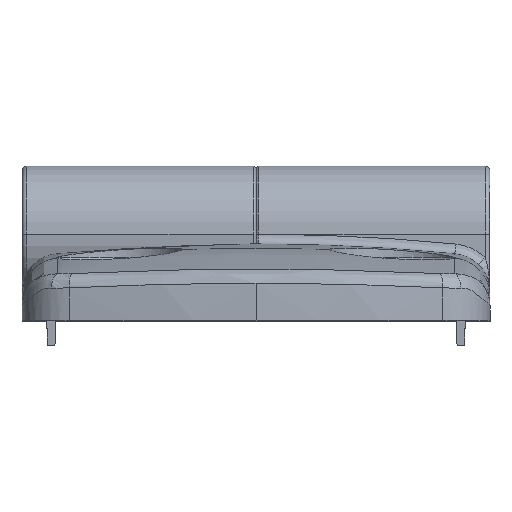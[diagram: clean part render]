
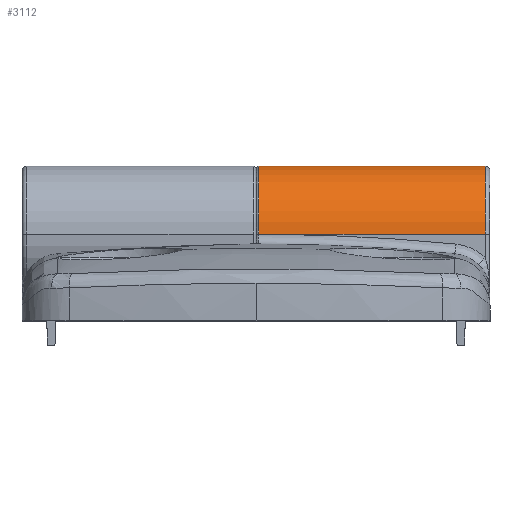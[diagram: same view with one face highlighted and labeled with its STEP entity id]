
A CAD part, top view. The second image highlights one B-rep face of the part: STEP entity #3112.
In plain terms, the highlighted cylindrical face has radius 7 mm (diameter 14 mm), a partial arc.
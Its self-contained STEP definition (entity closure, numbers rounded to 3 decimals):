
#247 = DIRECTION ( 'NONE',  ( 0., 0., 1. ) ) ;
#291 = CARTESIAN_POINT ( 'NONE',  ( -0.3, 8.9, 0. ) ) ;
#615 = DIRECTION ( 'NONE',  ( 0., 0., -1. ) ) ;
#653 = LINE ( 'NONE', #3224, #3957 ) ;
#766 = AXIS2_PLACEMENT_3D ( 'NONE', #291, #2544, #615 ) ;
#789 = ORIENTED_EDGE ( 'NONE', *, *, #953, .T. ) ;
#953 = EDGE_CURVE ( 'NONE', #2493, #3334, #1690, .T. ) ;
#961 = EDGE_CURVE ( 'NONE', #3334, #2868, #1890, .T. ) ;
#978 = ORIENTED_EDGE ( 'NONE', *, *, #961, .T. ) ;
#989 = DIRECTION ( 'NONE',  ( -1., 0., 0. ) ) ;
#1042 = EDGE_LOOP ( 'NONE', ( #1873, #789, #978, #3817 ) ) ;
#1257 = CARTESIAN_POINT ( 'NONE',  ( -23.5, 8.9, 0. ) ) ;
#1582 = DIRECTION ( 'NONE',  ( -1., 0., 0. ) ) ;
#1584 = DIRECTION ( 'NONE',  ( 0., 0., 1. ) ) ;
#1612 = FACE_OUTER_BOUND ( 'NONE', #1042, .T. ) ;
#1690 = CIRCLE ( 'NONE', #766, 7. ) ;
#1873 = ORIENTED_EDGE ( 'NONE', *, *, #3819, .F. ) ;
#1890 = LINE ( 'NONE', #3499, #2448 ) ;
#1986 = CARTESIAN_POINT ( 'NONE',  ( -23.5, 8.9, -7. ) ) ;
#2151 = VERTEX_POINT ( 'NONE', #3879 ) ;
#2179 = DIRECTION ( 'NONE',  ( -1., 0., 0. ) ) ;
#2448 = VECTOR ( 'NONE', #1582, 1000. ) ;
#2493 = VERTEX_POINT ( 'NONE', #3423 ) ;
#2495 = CARTESIAN_POINT ( 'NONE',  ( 24., 8.9, 0. ) ) ;
#2544 = DIRECTION ( 'NONE',  ( -1., 0., 0. ) ) ;
#2780 = AXIS2_PLACEMENT_3D ( 'NONE', #2495, #2179, #247 ) ;
#2868 = VERTEX_POINT ( 'NONE', #1986 ) ;
#3112 = ADVANCED_FACE ( 'NONE', ( #1612 ), #3213, .T. ) ;
#3213 = CYLINDRICAL_SURFACE ( 'NONE', #2780, 7. ) ;
#3224 = CARTESIAN_POINT ( 'NONE',  ( 24., 8.9, 7. ) ) ;
#3308 = CIRCLE ( 'NONE', #3982, 7. ) ;
#3334 = VERTEX_POINT ( 'NONE', #3917 ) ;
#3423 = CARTESIAN_POINT ( 'NONE',  ( -0.3, 8.9, 7. ) ) ;
#3499 = CARTESIAN_POINT ( 'NONE',  ( 24., 8.9, -7. ) ) ;
#3502 = DIRECTION ( 'NONE',  ( 1., 0., 0. ) ) ;
#3736 = EDGE_CURVE ( 'NONE', #2868, #2151, #3308, .T. ) ;
#3817 = ORIENTED_EDGE ( 'NONE', *, *, #3736, .T. ) ;
#3819 = EDGE_CURVE ( 'NONE', #2493, #2151, #653, .T. ) ;
#3879 = CARTESIAN_POINT ( 'NONE',  ( -23.5, 8.9, 7. ) ) ;
#3917 = CARTESIAN_POINT ( 'NONE',  ( -0.3, 8.9, -7. ) ) ;
#3957 = VECTOR ( 'NONE', #989, 1000. ) ;
#3982 = AXIS2_PLACEMENT_3D ( 'NONE', #1257, #3502, #1584 ) ;
